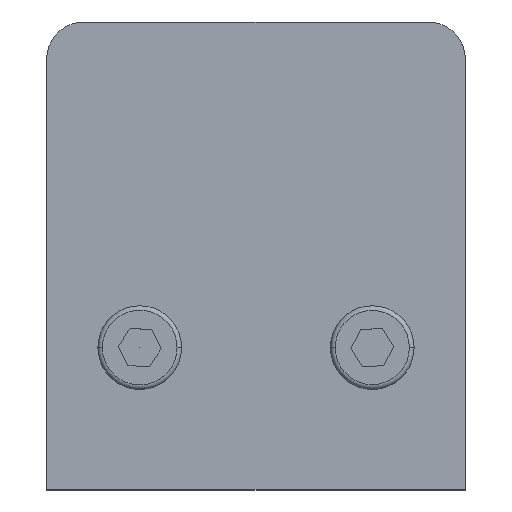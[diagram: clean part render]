
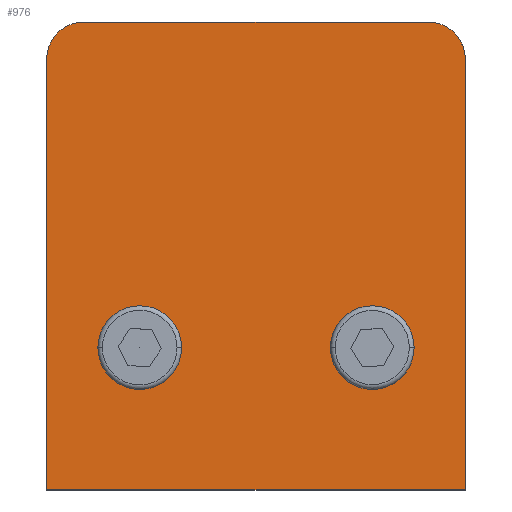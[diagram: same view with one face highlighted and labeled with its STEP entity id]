
A CAD part, top view. The second image highlights one B-rep face of the part: STEP entity #976.
In plain terms, the highlighted planar face has unit normal (0, 0, 1).
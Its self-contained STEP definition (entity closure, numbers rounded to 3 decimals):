
#38 = CARTESIAN_POINT ( 'NONE',  ( -12.5, 2.5, 20.75 ) ) ;
#63 = CARTESIAN_POINT ( 'NONE',  ( 22.5, -12.759, 20.75 ) ) ;
#149 = CARTESIAN_POINT ( 'NONE',  ( -18.5, 37.5, 20.75 ) ) ;
#177 = LINE ( 'NONE', #2722, #1105 ) ;
#222 = CIRCLE ( 'NONE', #1048, 4. ) ;
#249 = LINE ( 'NONE', #1151, #874 ) ;
#269 = VERTEX_POINT ( 'NONE', #3074 ) ;
#272 = FACE_BOUND ( 'NONE', #1259, .T. ) ;
#286 = ORIENTED_EDGE ( 'NONE', *, *, #2216, .F. ) ;
#319 = EDGE_CURVE ( 'NONE', #2176, #269, #1166, .T. ) ;
#358 = EDGE_CURVE ( 'NONE', #3059, #1171, #222, .T. ) ;
#364 = LINE ( 'NONE', #1244, #1782 ) ;
#372 = VERTEX_POINT ( 'NONE', #2251 ) ;
#382 = DIRECTION ( 'NONE',  ( 0., -1., 0. ) ) ;
#447 = DIRECTION ( 'NONE',  ( 1., 0., 0. ) ) ;
#555 = PLANE ( 'NONE',  #3346 ) ;
#583 = VECTOR ( 'NONE', #2067, 1000. ) ;
#722 = CARTESIAN_POINT ( 'NONE',  ( 12.5, 2.5, 20.75 ) ) ;
#776 = FACE_BOUND ( 'NONE', #1454, .T. ) ;
#779 = DIRECTION ( 'NONE',  ( 0., 0., 1. ) ) ;
#825 = EDGE_CURVE ( 'NONE', #1171, #3382, #3561, .T. ) ;
#844 = ORIENTED_EDGE ( 'NONE', *, *, #358, .T. ) ;
#874 = VECTOR ( 'NONE', #2594, 1000. ) ;
#898 = DIRECTION ( 'NONE',  ( 1., 0., 0. ) ) ;
#932 = AXIS2_PLACEMENT_3D ( 'NONE', #3458, #1364, #2518 ) ;
#976 = ADVANCED_FACE ( 'NONE', ( #272, #776, #2284 ), #555, .F. ) ;
#1048 = AXIS2_PLACEMENT_3D ( 'NONE', #1913, #779, #3336 ) ;
#1097 = EDGE_LOOP ( 'NONE', ( #2996, #3497, #3183, #844, #3003, #2651 ) ) ;
#1105 = VECTOR ( 'NONE', #2784, 1000. ) ;
#1151 = CARTESIAN_POINT ( 'NONE',  ( -22.5, 37.5, 20.75 ) ) ;
#1166 = CIRCLE ( 'NONE', #932, 4.5 ) ;
#1171 = VERTEX_POINT ( 'NONE', #2638 ) ;
#1244 = CARTESIAN_POINT ( 'NONE',  ( 22.5, 37.5, 20.75 ) ) ;
#1259 = EDGE_LOOP ( 'NONE', ( #3672, #1420 ) ) ;
#1300 = CIRCLE ( 'NONE', #1679, 4. ) ;
#1364 = DIRECTION ( 'NONE',  ( 0., 0., 1. ) ) ;
#1399 = DIRECTION ( 'NONE',  ( 0., 0., 1. ) ) ;
#1420 = ORIENTED_EDGE ( 'NONE', *, *, #1926, .F. ) ;
#1454 = EDGE_LOOP ( 'NONE', ( #2349, #286 ) ) ;
#1538 = CARTESIAN_POINT ( 'NONE',  ( 8., 2.5, 20.75 ) ) ;
#1604 = CIRCLE ( 'NONE', #1854, 4.5 ) ;
#1671 = DIRECTION ( 'NONE',  ( 0., 0., -1. ) ) ;
#1679 = AXIS2_PLACEMENT_3D ( 'NONE', #3542, #2375, #3557 ) ;
#1782 = VECTOR ( 'NONE', #382, 1000. ) ;
#1854 = AXIS2_PLACEMENT_3D ( 'NONE', #38, #1399, #898 ) ;
#1913 = CARTESIAN_POINT ( 'NONE',  ( 18.5, 33.5, 20.75 ) ) ;
#1926 = EDGE_CURVE ( 'NONE', #269, #2176, #1604, .T. ) ;
#1931 = CARTESIAN_POINT ( 'NONE',  ( 22.5, 37.5, 20.75 ) ) ;
#1977 = AXIS2_PLACEMENT_3D ( 'NONE', #722, #3015, #447 ) ;
#1991 = EDGE_CURVE ( 'NONE', #372, #3303, #3583, .T. ) ;
#2039 = VERTEX_POINT ( 'NONE', #2413 ) ;
#2059 = EDGE_CURVE ( 'NONE', #3382, #2039, #1300, .T. ) ;
#2067 = DIRECTION ( 'NONE',  ( -1., 0., 0. ) ) ;
#2176 = VERTEX_POINT ( 'NONE', #2526 ) ;
#2216 = EDGE_CURVE ( 'NONE', #3303, #372, #2822, .T. ) ;
#2251 = CARTESIAN_POINT ( 'NONE',  ( 17., 2.5, 20.75 ) ) ;
#2284 = FACE_OUTER_BOUND ( 'NONE', #1097, .T. ) ;
#2311 = CARTESIAN_POINT ( 'NONE',  ( -22.5, -12.759, 20.75 ) ) ;
#2349 = ORIENTED_EDGE ( 'NONE', *, *, #1991, .F. ) ;
#2375 = DIRECTION ( 'NONE',  ( 0., 0., 1. ) ) ;
#2378 = VERTEX_POINT ( 'NONE', #2311 ) ;
#2413 = CARTESIAN_POINT ( 'NONE',  ( -22.5, 33.5, 20.75 ) ) ;
#2518 = DIRECTION ( 'NONE',  ( 1., 0., 0. ) ) ;
#2526 = CARTESIAN_POINT ( 'NONE',  ( -8., 2.5, 20.75 ) ) ;
#2594 = DIRECTION ( 'NONE',  ( 0., -1., 0. ) ) ;
#2638 = CARTESIAN_POINT ( 'NONE',  ( 18.5, 37.5, 20.75 ) ) ;
#2644 = CARTESIAN_POINT ( 'NONE',  ( 22.5, 37.5, 20.75 ) ) ;
#2651 = ORIENTED_EDGE ( 'NONE', *, *, #2059, .T. ) ;
#2722 = CARTESIAN_POINT ( 'NONE',  ( -42.5, -12.759, 20.75 ) ) ;
#2784 = DIRECTION ( 'NONE',  ( 1., 0., 0. ) ) ;
#2822 = CIRCLE ( 'NONE', #2943, 4.5 ) ;
#2831 = CARTESIAN_POINT ( 'NONE',  ( 12.5, 2.5, 20.75 ) ) ;
#2879 = EDGE_CURVE ( 'NONE', #2378, #3264, #177, .T. ) ;
#2943 = AXIS2_PLACEMENT_3D ( 'NONE', #2831, #3083, #3330 ) ;
#2996 = ORIENTED_EDGE ( 'NONE', *, *, #3609, .T. ) ;
#3003 = ORIENTED_EDGE ( 'NONE', *, *, #825, .T. ) ;
#3015 = DIRECTION ( 'NONE',  ( 0., 0., 1. ) ) ;
#3059 = VERTEX_POINT ( 'NONE', #3594 ) ;
#3074 = CARTESIAN_POINT ( 'NONE',  ( -17., 2.5, 20.75 ) ) ;
#3083 = DIRECTION ( 'NONE',  ( 0., 0., 1. ) ) ;
#3183 = ORIENTED_EDGE ( 'NONE', *, *, #3652, .F. ) ;
#3264 = VERTEX_POINT ( 'NONE', #63 ) ;
#3303 = VERTEX_POINT ( 'NONE', #1538 ) ;
#3330 = DIRECTION ( 'NONE',  ( 1., 0., 0. ) ) ;
#3336 = DIRECTION ( 'NONE',  ( 0., 1., 0. ) ) ;
#3346 = AXIS2_PLACEMENT_3D ( 'NONE', #1931, #1671, #3670 ) ;
#3382 = VERTEX_POINT ( 'NONE', #149 ) ;
#3458 = CARTESIAN_POINT ( 'NONE',  ( -12.5, 2.5, 20.75 ) ) ;
#3497 = ORIENTED_EDGE ( 'NONE', *, *, #2879, .T. ) ;
#3542 = CARTESIAN_POINT ( 'NONE',  ( -18.5, 33.5, 20.75 ) ) ;
#3557 = DIRECTION ( 'NONE',  ( 0., 1., 0. ) ) ;
#3561 = LINE ( 'NONE', #2644, #583 ) ;
#3583 = CIRCLE ( 'NONE', #1977, 4.5 ) ;
#3594 = CARTESIAN_POINT ( 'NONE',  ( 22.5, 33.5, 20.75 ) ) ;
#3609 = EDGE_CURVE ( 'NONE', #2039, #2378, #249, .T. ) ;
#3652 = EDGE_CURVE ( 'NONE', #3059, #3264, #364, .T. ) ;
#3670 = DIRECTION ( 'NONE',  ( 0., 1., 0. ) ) ;
#3672 = ORIENTED_EDGE ( 'NONE', *, *, #319, .F. ) ;
